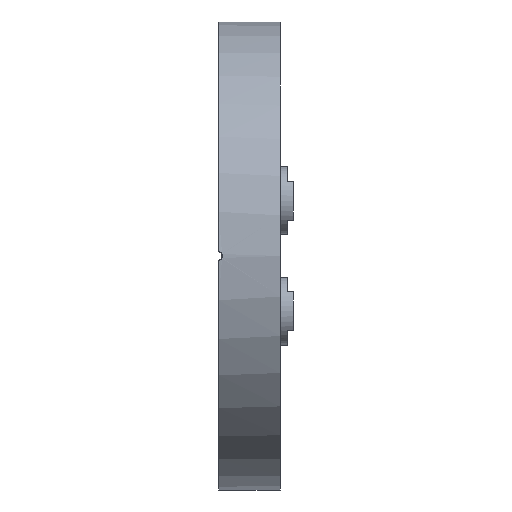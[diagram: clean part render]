
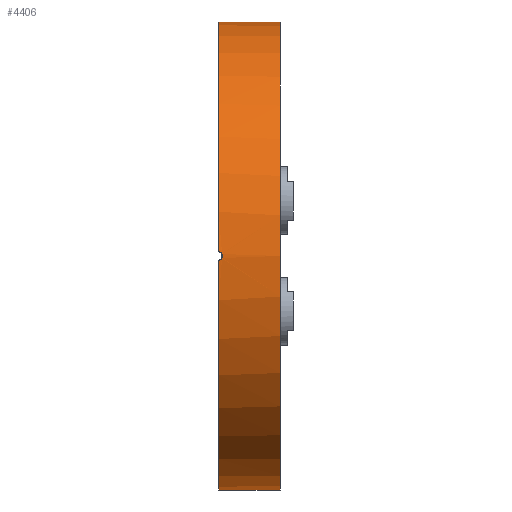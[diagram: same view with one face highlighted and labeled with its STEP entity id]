
A CAD part, left-side view. The second image highlights one B-rep face of the part: STEP entity #4406.
In plain terms, the highlighted cylindrical face has radius 57.15 mm (diameter 114.3 mm), a partial arc.
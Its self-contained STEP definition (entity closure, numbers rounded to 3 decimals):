
#92 = EDGE_CURVE ( 'NONE', #6138, #11549, #8609, .T. ) ;
#160 = CARTESIAN_POINT ( 'NONE',  ( 0., 0., 0. ) ) ;
#351 = CARTESIAN_POINT ( 'NONE',  ( -57.15, -0.974, 0.263 ) ) ;
#587 = CARTESIAN_POINT ( 'NONE',  ( 0., -15., -57.15 ) ) ;
#738 = AXIS2_PLACEMENT_3D ( 'NONE', #2391, #8945, #3334 ) ;
#765 = CARTESIAN_POINT ( 'NONE',  ( -57.141, 0., 1. ) ) ;
#801 = VECTOR ( 'NONE', #4283, 1000. ) ;
#1195 = CARTESIAN_POINT ( 'NONE',  ( -57.144, -0.615, 0.799 ) ) ;
#1277 = EDGE_CURVE ( 'NONE', #2642, #7621, #8713, .T. ) ;
#1292 = FACE_OUTER_BOUND ( 'NONE', #5187, .T. ) ;
#1772 = B_SPLINE_CURVE_WITH_KNOTS ( 'NONE', 3,
 ( #8802, #11609, #2292, #4959, #1195, #5957, #2248, #351, #3247, #4054, #6822, #7761, #4999, #8690, #10739, #6864 ),
 .UNSPECIFIED., .F., .F.,
 ( 4, 2, 2, 2, 2, 2, 2, 4 ),
 ( 0., 0., 0.001, 0.001, 0.002, 0.002, 0.002, 0.003 ),
 .UNSPECIFIED. ) ;
#2037 = DIRECTION ( 'NONE',  ( 0., 0., 1. ) ) ;
#2118 = AXIS2_PLACEMENT_3D ( 'NONE', #160, #5856, #5778 ) ;
#2248 = CARTESIAN_POINT ( 'NONE',  ( -57.148, -0.874, 0.503 ) ) ;
#2292 = CARTESIAN_POINT ( 'NONE',  ( -57.142, -0.262, 0.974 ) ) ;
#2374 = VERTEX_POINT ( 'NONE', #765 ) ;
#2391 = CARTESIAN_POINT ( 'NONE',  ( 0., -15., 0. ) ) ;
#2510 = CIRCLE ( 'NONE', #7556, 57.15 ) ;
#2608 = CARTESIAN_POINT ( 'NONE',  ( 0., -15., -57.15 ) ) ;
#2642 = VERTEX_POINT ( 'NONE', #2608 ) ;
#2835 = CIRCLE ( 'NONE', #6845, 57.15 ) ;
#3057 = CARTESIAN_POINT ( 'NONE',  ( 0., 0., 57.15 ) ) ;
#3247 = CARTESIAN_POINT ( 'NONE',  ( -57.15, -1., 0.131 ) ) ;
#3334 = DIRECTION ( 'NONE',  ( 0., 0., 1. ) ) ;
#4054 = CARTESIAN_POINT ( 'NONE',  ( -57.15, -1., -0.13 ) ) ;
#4283 = DIRECTION ( 'NONE',  ( 0., 1., 0. ) ) ;
#4406 = ADVANCED_FACE ( 'NONE', ( #1292 ), #9489, .T. ) ;
#4773 = CARTESIAN_POINT ( 'NONE',  ( 0., -15., 57.15 ) ) ;
#4782 = CARTESIAN_POINT ( 'NONE',  ( 0., -15., 57.15 ) ) ;
#4959 = CARTESIAN_POINT ( 'NONE',  ( -57.143, -0.504, 0.874 ) ) ;
#4999 = CARTESIAN_POINT ( 'NONE',  ( -57.147, -0.801, -0.613 ) ) ;
#5187 = EDGE_LOOP ( 'NONE', ( #5529, #6491, #12022, #8038, #5888, #11383 ) ) ;
#5529 = ORIENTED_EDGE ( 'NONE', *, *, #1277, .F. ) ;
#5690 = DIRECTION ( 'NONE',  ( 0., 1., 0. ) ) ;
#5778 = DIRECTION ( 'NONE',  ( 0., 0., 1. ) ) ;
#5783 = EDGE_CURVE ( 'NONE', #2642, #6138, #2510, .T. ) ;
#5856 = DIRECTION ( 'NONE',  ( 0., 1., 0. ) ) ;
#5888 = ORIENTED_EDGE ( 'NONE', *, *, #8007, .T. ) ;
#5957 = CARTESIAN_POINT ( 'NONE',  ( -57.147, -0.799, 0.615 ) ) ;
#6124 = VERTEX_POINT ( 'NONE', #10349 ) ;
#6138 = VERTEX_POINT ( 'NONE', #4782 ) ;
#6491 = ORIENTED_EDGE ( 'NONE', *, *, #5783, .T. ) ;
#6822 = CARTESIAN_POINT ( 'NONE',  ( -57.15, -0.974, -0.261 ) ) ;
#6845 = AXIS2_PLACEMENT_3D ( 'NONE', #11307, #7590, #2037 ) ;
#6864 = CARTESIAN_POINT ( 'NONE',  ( -57.141, 0., -1. ) ) ;
#7554 = VECTOR ( 'NONE', #5690, 1000. ) ;
#7556 = AXIS2_PLACEMENT_3D ( 'NONE', #7648, #10537, #8732 ) ;
#7590 = DIRECTION ( 'NONE',  ( 0., 1., 0. ) ) ;
#7621 = VERTEX_POINT ( 'NONE', #11001 ) ;
#7648 = CARTESIAN_POINT ( 'NONE',  ( 0., -15., 0. ) ) ;
#7761 = CARTESIAN_POINT ( 'NONE',  ( -57.148, -0.874, -0.503 ) ) ;
#8007 = EDGE_CURVE ( 'NONE', #2374, #6124, #1772, .T. ) ;
#8038 = ORIENTED_EDGE ( 'NONE', *, *, #8395, .F. ) ;
#8395 = EDGE_CURVE ( 'NONE', #2374, #11549, #10355, .T. ) ;
#8609 = LINE ( 'NONE', #4773, #7554 ) ;
#8690 = CARTESIAN_POINT ( 'NONE',  ( -57.143, -0.521, -0.893 ) ) ;
#8713 = LINE ( 'NONE', #587, #801 ) ;
#8732 = DIRECTION ( 'NONE',  ( 0., 0., 1. ) ) ;
#8802 = CARTESIAN_POINT ( 'NONE',  ( -57.141, 0., 1. ) ) ;
#8945 = DIRECTION ( 'NONE',  ( 0., 1., 0. ) ) ;
#9489 = CYLINDRICAL_SURFACE ( 'NONE', #738, 57.15 ) ;
#10025 = EDGE_CURVE ( 'NONE', #7621, #6124, #2835, .T. ) ;
#10349 = CARTESIAN_POINT ( 'NONE',  ( -57.141, 0., -1. ) ) ;
#10355 = CIRCLE ( 'NONE', #2118, 57.15 ) ;
#10537 = DIRECTION ( 'NONE',  ( 0., 1., 0. ) ) ;
#10739 = CARTESIAN_POINT ( 'NONE',  ( -57.141, -0.264, -1. ) ) ;
#11001 = CARTESIAN_POINT ( 'NONE',  ( 0., 0., -57.15 ) ) ;
#11307 = CARTESIAN_POINT ( 'NONE',  ( 0., 0., 0. ) ) ;
#11383 = ORIENTED_EDGE ( 'NONE', *, *, #10025, .F. ) ;
#11549 = VERTEX_POINT ( 'NONE', #3057 ) ;
#11609 = CARTESIAN_POINT ( 'NONE',  ( -57.141, -0.132, 1. ) ) ;
#12022 = ORIENTED_EDGE ( 'NONE', *, *, #92, .T. ) ;
